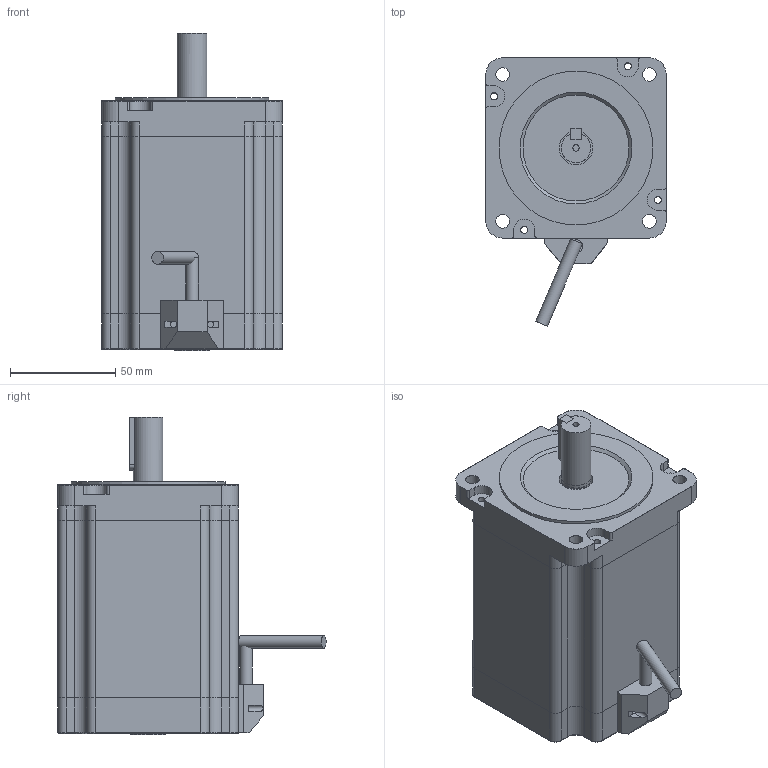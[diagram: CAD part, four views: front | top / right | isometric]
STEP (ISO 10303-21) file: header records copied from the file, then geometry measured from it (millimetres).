
FILE_DESCRIPTION(/* description */ (''),/* implementation_level */ '2;1');
FILE_NAME(/* name */ 'MP3-86H118.step',/* time_stamp */ '2021-07-28T13:01:55+08:00',/* author */ (''),/* organization */ (''),/* preprocessor_version */ 'ST-DEVELOPER v16',/* originating_system */ 'SIEMENS PLM Software NX 10.0',/* authorisation */ '');
FILE_SCHEMA (('AUTOMOTIVE_DESIGN { 1 0 10303 214 3 1 1 1 }'));
Length unit declared in the file: millimetre
Products named in the file (1): MP3-86H118
Bounding box: 85.5 x 127.21 x 150.5 mm (x, y, z)
Volume: 787654.8 mm3; surface area: 114156.9 mm2
Topology: 13 solids, 13 shells, 251 faces, 647 edges, 428 vertices
Faces by surface type: plane 119, cylinder 119, torus 12, cone 1
Full cylindrical faces by diameter (mm): 3 x4, 3.4 x12, 6 x2, 6.5 x8, 14 x5, 16 x3, 16.4 x1, 16.6 x1, 73 x1
Entity records: 7589 total; most frequent: DIRECTION 1348, CARTESIAN_POINT 1285, ORIENTED_EDGE 1184, EDGE_CURVE 592, AXIS2_PLACEMENT_3D 505, VERTEX_POINT 411, EDGE_LOOP 345, LINE 338
